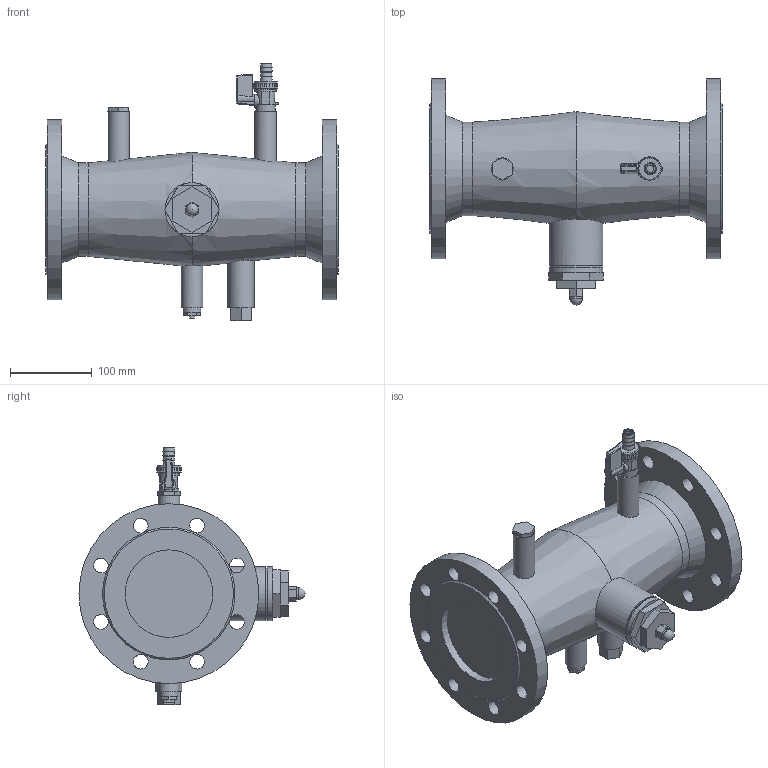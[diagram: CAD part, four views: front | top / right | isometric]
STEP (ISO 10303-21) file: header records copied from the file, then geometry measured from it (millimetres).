
FILE_DESCRIPTION(/* description */ (''),/* implementation_level */ '2;1');
FILE_NAME(/* name */ '3d_ExdirtMagnetoDN100-8256330.stp',/* time_stamp */ '2022-12-29T13:19:08+01:00',/* author */ ('Andrzej'),/* organization */ (''),/* preprocessor_version */ 'ST-DEVELOPER v16.13',/* originating_system */ 'AutoCAD Mechanical',/* authorisation */ '');
FILE_SCHEMA (('AUTOMOTIVE_DESIGN { 1 0 10303 214 3 1 1 }'));
Length unit declared in the file: millimetre
Products named in the file (1): Product
Bounding box: 358 x 276.5 x 315.2 mm (x, y, z)
Volume: 5587454.6 mm3; surface area: 341482.5 mm2
Topology: 1 solids, 1 shells, 236 faces, 602 edges, 377 vertices
Faces by surface type: plane 139, cylinder 74, cone 10, torus 8, sphere 5
Full cylindrical faces by diameter (mm): 2 x1, 4 x1, 9 x1, 10 x1, 15 x1, 16.75 x1, 18 x16, 22 x1, 24 x1, 26.1 x1, 26.4 x4, 28 x1, 32 x1, 63.9 x1, 66 x2, 107.1 x2, 114.3 x2, 220 x2
Entity records: 7224 total; most frequent: CARTESIAN_POINT 1733, DIRECTION 1218, ORIENTED_EDGE 1012, EDGE_CURVE 506, AXIS2_PLACEMENT_3D 488, EDGE_LOOP 340, VERTEX_POINT 340, CIRCLE 243
